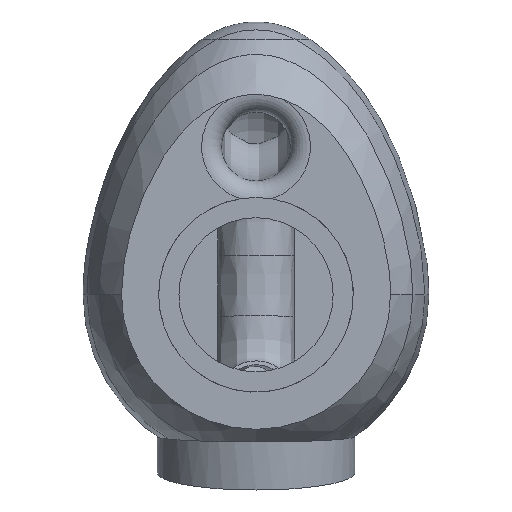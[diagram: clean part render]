
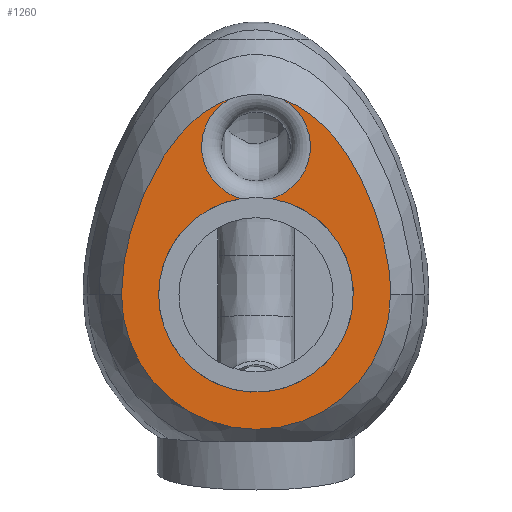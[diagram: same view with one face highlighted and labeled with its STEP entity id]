
A CAD part, front view. The second image highlights one B-rep face of the part: STEP entity #1260.
In plain terms, the highlighted planar face has unit normal (0, -1, 0).
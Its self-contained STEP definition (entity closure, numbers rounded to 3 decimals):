
#119=B_SPLINE_CURVE_WITH_KNOTS('',3,(#4498,#4499,#4500,#4501,#4502,#4503,
#4504,#4505,#4506,#4507,#4508,#4509),.UNSPECIFIED.,.F.,.F.,(4,2,2,2,2,4),
(-12.614,-9.286,-7.603,-6.707,-6.015,
-5.947),.UNSPECIFIED.);
#121=B_SPLINE_CURVE_WITH_KNOTS('',3,(#4524,#4525,#4526,#4527,#4528,#4529,
#4530,#4531,#4532,#4533),.UNSPECIFIED.,.F.,.F.,(4,2,2,2,4),(-4.879,
-4.337,-3.464,-2.357,0.),.UNSPECIFIED.);
#192=PLANE('',#1405);
#241=FACE_OUTER_BOUND('',#327,.T.);
#327=EDGE_LOOP('',(#974,#975,#976,#977,#978,#979,#980));
#430=CIRCLE('',#1397,68.053);
#432=CIRCLE('',#1401,27.5);
#435=CIRCLE('',#1404,27.5);
#436=CIRCLE('',#1406,49.25);
#437=CIRCLE('',#1407,49.25);
#530=VERTEX_POINT('',#4495);
#531=VERTEX_POINT('',#4497);
#532=VERTEX_POINT('',#4510);
#533=VERTEX_POINT('',#4523);
#536=VERTEX_POINT('',#4741);
#539=VERTEX_POINT('',#4755);
#540=VERTEX_POINT('',#4768);
#689=EDGE_CURVE('',#530,#531,#119,.T.);
#691=EDGE_CURVE('',#532,#533,#121,.T.);
#696=EDGE_CURVE('',#533,#530,#430,.T.);
#698=EDGE_CURVE('',#531,#536,#432,.T.);
#703=EDGE_CURVE('',#539,#532,#435,.T.);
#704=EDGE_CURVE('',#539,#540,#436,.T.);
#705=EDGE_CURVE('',#540,#536,#437,.T.);
#974=ORIENTED_EDGE('',*,*,#698,.F.);
#975=ORIENTED_EDGE('',*,*,#689,.F.);
#976=ORIENTED_EDGE('',*,*,#696,.F.);
#977=ORIENTED_EDGE('',*,*,#691,.F.);
#978=ORIENTED_EDGE('',*,*,#703,.F.);
#979=ORIENTED_EDGE('',*,*,#704,.T.);
#980=ORIENTED_EDGE('',*,*,#705,.T.);
#1260=ADVANCED_FACE('',(#241),#192,.F.);
#1397=AXIS2_PLACEMENT_3D('',#4737,#1624,#1625);
#1401=AXIS2_PLACEMENT_3D('',#4742,#1632,#1633);
#1404=AXIS2_PLACEMENT_3D('',#4766,#1638,#1639);
#1405=AXIS2_PLACEMENT_3D('',#4767,#1640,#1641);
#1406=AXIS2_PLACEMENT_3D('',#4769,#1642,#1643);
#1407=AXIS2_PLACEMENT_3D('',#4770,#1644,#1645);
#1624=DIRECTION('center_axis',(0.,1.,0.));
#1625=DIRECTION('ref_axis',(0.,0.,-1.));
#1632=DIRECTION('center_axis',(0.,-1.,0.));
#1633=DIRECTION('ref_axis',(1.,0.,0.));
#1638=DIRECTION('center_axis',(0.,-1.,0.));
#1639=DIRECTION('ref_axis',(1.,0.,0.));
#1640=DIRECTION('center_axis',(0.,1.,0.));
#1641=DIRECTION('ref_axis',(0.,0.,1.));
#1642=DIRECTION('center_axis',(0.,1.,0.));
#1643=DIRECTION('ref_axis',(1.,0.,0.));
#1644=DIRECTION('center_axis',(0.,1.,0.));
#1645=DIRECTION('ref_axis',(1.,0.,0.));
#4495=CARTESIAN_POINT('',(-68.053,-55.,0.));
#4497=CARTESIAN_POINT('',(-13.437,-55.,98.994));
#4498=CARTESIAN_POINT('Ctrl Pts',(-68.053,-55.,0.));
#4499=CARTESIAN_POINT('Ctrl Pts',(-68.053,-55.,8.111));
#4500=CARTESIAN_POINT('Ctrl Pts',(-67.118,-55.,21.024));
#4501=CARTESIAN_POINT('Ctrl Pts',(-58.638,-55.,46.903));
#4502=CARTESIAN_POINT('Ctrl Pts',(-53.554,-55.,59.921));
#4503=CARTESIAN_POINT('Ctrl Pts',(-41.161,-55.,78.34));
#4504=CARTESIAN_POINT('Ctrl Pts',(-36.099,-55.,84.308));
#4505=CARTESIAN_POINT('Ctrl Pts',(-25.657,-55.,93.042));
#4506=CARTESIAN_POINT('Ctrl Pts',(-20.582,-55.,96.246));
#4507=CARTESIAN_POINT('Ctrl Pts',(-14.521,-55.,98.606));
#4508=CARTESIAN_POINT('Ctrl Pts',(-13.981,-55.,98.805));
#4509=CARTESIAN_POINT('Ctrl Pts',(-13.437,-55.,98.994));
#4510=CARTESIAN_POINT('',(13.437,-55.,98.994));
#4523=CARTESIAN_POINT('',(68.053,-55.,0.));
#4524=CARTESIAN_POINT('Ctrl Pts',(13.437,-55.,98.994));
#4525=CARTESIAN_POINT('Ctrl Pts',(17.814,-55.,97.478));
#4526=CARTESIAN_POINT('Ctrl Pts',(21.931,-55.,95.29));
#4527=CARTESIAN_POINT('Ctrl Pts',(31.884,-55.,88.388));
#4528=CARTESIAN_POINT('Ctrl Pts',(38.42,-55.,82.123));
#4529=CARTESIAN_POINT('Ctrl Pts',(52.599,-55.,61.67));
#4530=CARTESIAN_POINT('Ctrl Pts',(57.722,-55.,49.214));
#4531=CARTESIAN_POINT('Ctrl Pts',(67.239,-55.,21.522));
#4532=CARTESIAN_POINT('Ctrl Pts',(68.053,-55.,7.855));
#4533=CARTESIAN_POINT('Ctrl Pts',(68.053,-55.,0.));
#4737=CARTESIAN_POINT('Origin',(0.,-55.,0.));
#4741=CARTESIAN_POINT('',(-7.798,-55.,48.629));
#4742=CARTESIAN_POINT('Origin',(0.,-55.,75.));
#4755=CARTESIAN_POINT('',(7.798,-55.,48.629));
#4766=CARTESIAN_POINT('Origin',(0.,-55.,75.));
#4767=CARTESIAN_POINT('Origin',(0.,-55.,25.25));
#4768=CARTESIAN_POINT('',(-49.25,-55.,0.));
#4769=CARTESIAN_POINT('Origin',(0.,-55.,0.));
#4770=CARTESIAN_POINT('Origin',(0.,-55.,0.));
